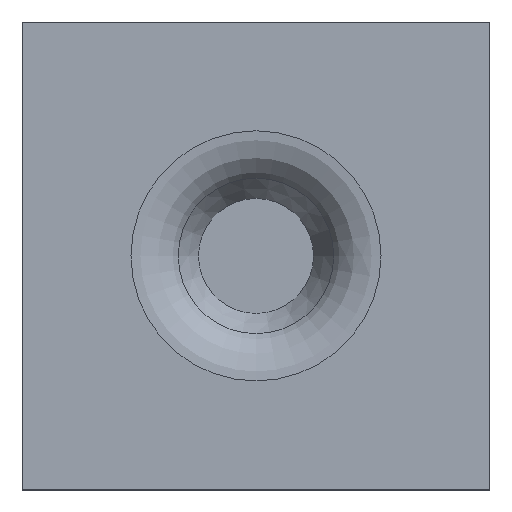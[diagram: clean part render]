
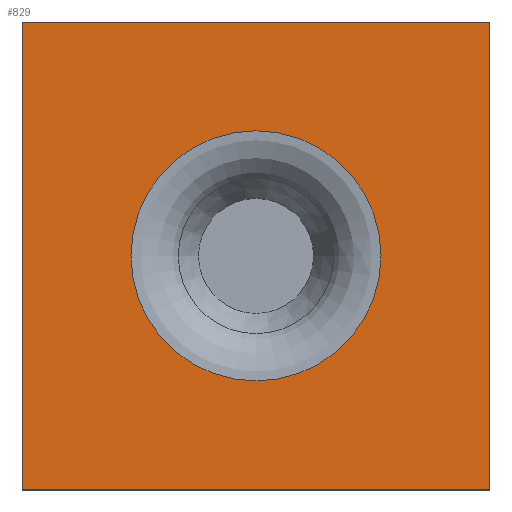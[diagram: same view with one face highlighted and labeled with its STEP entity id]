
A CAD part, top view. The second image highlights one B-rep face of the part: STEP entity #829.
In plain terms, the highlighted planar face has unit normal (0, 0, 1).
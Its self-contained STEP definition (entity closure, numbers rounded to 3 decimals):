
#23=FACE_BOUND('',#101,.T.);
#25=CIRCLE('',#895,0.401);
#51=FACE_OUTER_BOUND('',#100,.T.);
#100=EDGE_LOOP('',(#651,#652,#653,#654));
#101=EDGE_LOOP('',(#655));
#166=LINE('',#1223,#275);
#177=LINE('',#1245,#286);
#188=LINE('',#1274,#297);
#189=LINE('',#1275,#298);
#275=VECTOR('',#987,10.);
#286=VECTOR('',#1008,10.);
#297=VECTOR('',#1041,10.);
#298=VECTOR('',#1042,10.);
#375=VERTEX_POINT('',#1220);
#376=VERTEX_POINT('',#1222);
#381=VERTEX_POINT('',#1242);
#382=VERTEX_POINT('',#1244);
#387=VERTEX_POINT('',#1264);
#459=EDGE_CURVE('',#376,#375,#166,.T.);
#470=EDGE_CURVE('',#382,#381,#177,.T.);
#480=EDGE_CURVE('',#387,#387,#25,.T.);
#485=EDGE_CURVE('',#381,#376,#188,.T.);
#486=EDGE_CURVE('',#375,#382,#189,.T.);
#651=ORIENTED_EDGE('',*,*,#470,.T.);
#652=ORIENTED_EDGE('',*,*,#485,.T.);
#653=ORIENTED_EDGE('',*,*,#459,.T.);
#654=ORIENTED_EDGE('',*,*,#486,.T.);
#655=ORIENTED_EDGE('',*,*,#480,.F.);
#780=PLANE('',#900);
#829=ADVANCED_FACE('',(#51,#23),#780,.T.);
#895=AXIS2_PLACEMENT_3D('',#1265,#1028,#1029);
#900=AXIS2_PLACEMENT_3D('',#1273,#1039,#1040);
#987=DIRECTION('',(0.,1.,0.));
#1008=DIRECTION('',(0.,-1.,0.));
#1028=DIRECTION('center_axis',(0.,0.,1.));
#1029=DIRECTION('ref_axis',(-1.,0.,0.));
#1039=DIRECTION('center_axis',(0.,0.,1.));
#1040=DIRECTION('ref_axis',(1.,0.,0.));
#1041=DIRECTION('',(1.,0.,0.));
#1042=DIRECTION('',(-1.,0.,0.));
#1220=CARTESIAN_POINT('',(1.5,1.5,0.5));
#1222=CARTESIAN_POINT('',(1.5,0.,0.5));
#1223=CARTESIAN_POINT('',(1.5,0.,0.5));
#1242=CARTESIAN_POINT('',(0.,0.,0.5));
#1244=CARTESIAN_POINT('',(0.,1.5,0.5));
#1245=CARTESIAN_POINT('',(0.,1.5,0.5));
#1264=CARTESIAN_POINT('',(1.151,0.75,0.5));
#1265=CARTESIAN_POINT('Origin',(0.75,0.75,0.5));
#1273=CARTESIAN_POINT('Origin',(0.75,0.75,0.5));
#1274=CARTESIAN_POINT('',(0.,0.,0.5));
#1275=CARTESIAN_POINT('',(1.5,1.5,0.5));
